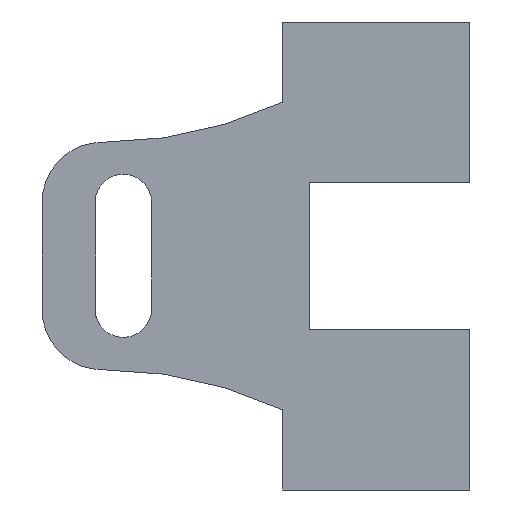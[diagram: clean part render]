
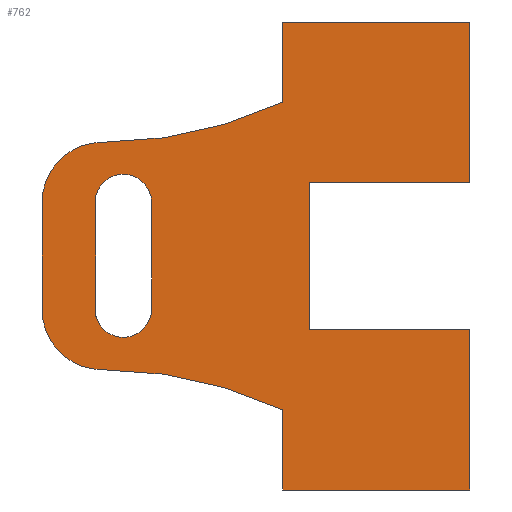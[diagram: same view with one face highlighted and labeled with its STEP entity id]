
A CAD part, front view. The second image highlights one B-rep face of the part: STEP entity #762.
In plain terms, the highlighted planar face has unit normal (0, -1, 0).
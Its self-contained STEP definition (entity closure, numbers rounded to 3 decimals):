
#16=FACE_BOUND('',#120,.T.);
#28=CIRCLE('',#838,32.);
#31=CIRCLE('',#844,32.);
#32=CIRCLE('',#845,4.5);
#33=CIRCLE('',#846,4.5);
#34=CIRCLE('',#847,2.1);
#35=CIRCLE('',#848,2.1);
#36=CIRCLE('',#849,2.1);
#37=CIRCLE('',#850,2.1);
#77=FACE_OUTER_BOUND('',#119,.T.);
#119=EDGE_LOOP('',(#581,#582,#583,#584,#585,#586,#587,#588,#589,#590,#591,
#592,#593,#594));
#120=EDGE_LOOP('',(#595,#596,#597,#598,#599,#600,#601,#602,#603,#604,#605));
#160=LINE('',#1147,#240);
#165=LINE('',#1156,#245);
#166=LINE('',#1159,#246);
#170=LINE('',#1167,#250);
#181=LINE('',#1193,#261);
#187=LINE('',#1212,#267);
#190=LINE('',#1225,#270);
#194=LINE('',#1233,#274);
#195=LINE('',#1234,#275);
#196=LINE('',#1240,#276);
#197=LINE('',#1246,#277);
#198=LINE('',#1248,#278);
#199=LINE('',#1250,#279);
#200=LINE('',#1254,#280);
#201=LINE('',#1258,#281);
#202=LINE('',#1262,#282);
#203=LINE('',#1263,#283);
#240=VECTOR('',#920,10.);
#245=VECTOR('',#927,10.);
#246=VECTOR('',#930,10.);
#250=VECTOR('',#934,10.);
#261=VECTOR('',#953,10.);
#267=VECTOR('',#975,10.);
#270=VECTOR('',#990,10.);
#274=VECTOR('',#998,10.);
#275=VECTOR('',#999,10.);
#276=VECTOR('',#1004,10.);
#277=VECTOR('',#1009,10.);
#278=VECTOR('',#1010,10.);
#279=VECTOR('',#1011,10.);
#280=VECTOR('',#1014,10.);
#281=VECTOR('',#1017,10.);
#282=VECTOR('',#1020,10.);
#283=VECTOR('',#1021,10.);
#324=VERTEX_POINT('',#1144);
#325=VERTEX_POINT('',#1146);
#328=VERTEX_POINT('',#1154);
#329=VERTEX_POINT('',#1158);
#332=VERTEX_POINT('',#1164);
#333=VERTEX_POINT('',#1166);
#344=VERTEX_POINT('',#1192);
#349=VERTEX_POINT('',#1210);
#351=VERTEX_POINT('',#1216);
#352=VERTEX_POINT('',#1222);
#353=VERTEX_POINT('',#1224);
#356=VERTEX_POINT('',#1235);
#357=VERTEX_POINT('',#1237);
#358=VERTEX_POINT('',#1239);
#359=VERTEX_POINT('',#1242);
#360=VERTEX_POINT('',#1243);
#361=VERTEX_POINT('',#1245);
#362=VERTEX_POINT('',#1247);
#363=VERTEX_POINT('',#1249);
#364=VERTEX_POINT('',#1251);
#365=VERTEX_POINT('',#1253);
#366=VERTEX_POINT('',#1255);
#367=VERTEX_POINT('',#1257);
#368=VERTEX_POINT('',#1259);
#369=VERTEX_POINT('',#1261);
#401=EDGE_CURVE('',#324,#325,#160,.T.);
#406=EDGE_CURVE('',#324,#328,#165,.T.);
#407=EDGE_CURVE('',#329,#325,#166,.T.);
#411=EDGE_CURVE('',#333,#332,#170,.T.);
#424=EDGE_CURVE('',#344,#333,#181,.T.);
#434=EDGE_CURVE('',#328,#349,#187,.T.);
#436=EDGE_CURVE('',#329,#351,#28,.T.);
#440=EDGE_CURVE('',#353,#352,#190,.T.);
#445=EDGE_CURVE('',#353,#349,#194,.T.);
#446=EDGE_CURVE('',#352,#344,#195,.T.);
#447=EDGE_CURVE('',#332,#356,#31,.F.);
#448=EDGE_CURVE('',#357,#356,#32,.T.);
#449=EDGE_CURVE('',#358,#357,#196,.T.);
#450=EDGE_CURVE('',#351,#358,#33,.T.);
#451=EDGE_CURVE('',#359,#360,#34,.T.);
#452=EDGE_CURVE('',#360,#361,#197,.T.);
#453=EDGE_CURVE('',#362,#361,#198,.T.);
#454=EDGE_CURVE('',#362,#363,#199,.T.);
#455=EDGE_CURVE('',#363,#364,#35,.T.);
#456=EDGE_CURVE('',#364,#365,#200,.T.);
#457=EDGE_CURVE('',#366,#365,#36,.T.);
#458=EDGE_CURVE('',#367,#366,#201,.T.);
#459=EDGE_CURVE('',#368,#367,#37,.T.);
#460=EDGE_CURVE('',#369,#368,#202,.T.);
#461=EDGE_CURVE('',#369,#359,#203,.T.);
#581=ORIENTED_EDGE('',*,*,#445,.F.);
#582=ORIENTED_EDGE('',*,*,#440,.T.);
#583=ORIENTED_EDGE('',*,*,#446,.T.);
#584=ORIENTED_EDGE('',*,*,#424,.T.);
#585=ORIENTED_EDGE('',*,*,#411,.T.);
#586=ORIENTED_EDGE('',*,*,#447,.T.);
#587=ORIENTED_EDGE('',*,*,#448,.F.);
#588=ORIENTED_EDGE('',*,*,#449,.F.);
#589=ORIENTED_EDGE('',*,*,#450,.F.);
#590=ORIENTED_EDGE('',*,*,#436,.F.);
#591=ORIENTED_EDGE('',*,*,#407,.T.);
#592=ORIENTED_EDGE('',*,*,#401,.F.);
#593=ORIENTED_EDGE('',*,*,#406,.T.);
#594=ORIENTED_EDGE('',*,*,#434,.T.);
#595=ORIENTED_EDGE('',*,*,#451,.T.);
#596=ORIENTED_EDGE('',*,*,#452,.T.);
#597=ORIENTED_EDGE('',*,*,#453,.F.);
#598=ORIENTED_EDGE('',*,*,#454,.T.);
#599=ORIENTED_EDGE('',*,*,#455,.T.);
#600=ORIENTED_EDGE('',*,*,#456,.T.);
#601=ORIENTED_EDGE('',*,*,#457,.F.);
#602=ORIENTED_EDGE('',*,*,#458,.F.);
#603=ORIENTED_EDGE('',*,*,#459,.F.);
#604=ORIENTED_EDGE('',*,*,#460,.F.);
#605=ORIENTED_EDGE('',*,*,#461,.T.);
#729=PLANE('',#843);
#762=ADVANCED_FACE('',(#77,#16),#729,.T.);
#838=AXIS2_PLACEMENT_3D('',#1217,#980,#981);
#843=AXIS2_PLACEMENT_3D('',#1232,#996,#997);
#844=AXIS2_PLACEMENT_3D('',#1236,#1000,#1001);
#845=AXIS2_PLACEMENT_3D('',#1238,#1002,#1003);
#846=AXIS2_PLACEMENT_3D('',#1241,#1005,#1006);
#847=AXIS2_PLACEMENT_3D('',#1244,#1007,#1008);
#848=AXIS2_PLACEMENT_3D('',#1252,#1012,#1013);
#849=AXIS2_PLACEMENT_3D('',#1256,#1015,#1016);
#850=AXIS2_PLACEMENT_3D('',#1260,#1018,#1019);
#920=DIRECTION('',(-1.,0.,0.));
#927=DIRECTION('',(0.,0.,1.));
#930=DIRECTION('',(0.,0.,-1.));
#934=DIRECTION('',(0.,0.,-1.));
#953=DIRECTION('',(-1.,0.,0.));
#975=DIRECTION('',(-1.,0.,0.));
#980=DIRECTION('center_axis',(0.,-1.,0.));
#981=DIRECTION('ref_axis',(0.001,0.,1.));
#990=DIRECTION('',(1.,0.,0.));
#996=DIRECTION('center_axis',(0.,-1.,0.));
#997=DIRECTION('ref_axis',(1.,0.,0.));
#998=DIRECTION('',(0.,0.,-1.));
#999=DIRECTION('',(0.,0.,1.));
#1000=DIRECTION('center_axis',(0.,-1.,0.));
#1001=DIRECTION('ref_axis',(0.001,0.,-1.));
#1002=DIRECTION('center_axis',(0.,1.,0.));
#1003=DIRECTION('ref_axis',(-0.707,0.,0.707));
#1004=DIRECTION('',(0.,0.,1.));
#1005=DIRECTION('center_axis',(0.,1.,0.));
#1006=DIRECTION('ref_axis',(-0.707,0.,-0.707));
#1007=DIRECTION('center_axis',(0.,1.,0.));
#1008=DIRECTION('ref_axis',(1.,0.,0.));
#1009=DIRECTION('',(-1.,0.,0.));
#1010=DIRECTION('',(0.,0.,-1.));
#1011=DIRECTION('',(1.,0.,0.));
#1012=DIRECTION('center_axis',(0.,1.,0.));
#1013=DIRECTION('ref_axis',(-1.,0.,0.));
#1014=DIRECTION('',(1.,0.,0.));
#1015=DIRECTION('center_axis',(0.,-1.,0.));
#1016=DIRECTION('ref_axis',(1.,0.,0.));
#1017=DIRECTION('',(0.,0.,1.));
#1018=DIRECTION('center_axis',(0.,-1.,0.));
#1019=DIRECTION('ref_axis',(-1.,0.,0.));
#1020=DIRECTION('',(0.,0.,1.));
#1021=DIRECTION('',(-1.,0.,0.));
#1144=CARTESIAN_POINT('',(7.,-11.,-9.));
#1146=CARTESIAN_POINT('',(-7.,-11.,-9.));
#1147=CARTESIAN_POINT('',(7.,-11.,-9.));
#1154=CARTESIAN_POINT('',(7.,-11.,3.));
#1156=CARTESIAN_POINT('',(7.,-11.,0.));
#1158=CARTESIAN_POINT('',(-7.,-11.,-3.));
#1159=CARTESIAN_POINT('',(-7.,-11.,-0.25));
#1164=CARTESIAN_POINT('',(-7.,-11.,20.));
#1166=CARTESIAN_POINT('',(-7.,-11.,26.));
#1167=CARTESIAN_POINT('',(-7.,-11.,14.25));
#1192=CARTESIAN_POINT('',(7.,-11.,26.));
#1193=CARTESIAN_POINT('',(7.,-11.,26.));
#1210=CARTESIAN_POINT('',(-5.,-11.,3.));
#1212=CARTESIAN_POINT('',(-3.5,-11.,3.));
#1216=CARTESIAN_POINT('',(-20.5,-11.,0.));
#1217=CARTESIAN_POINT('Origin',(-20.528,-11.,-32.));
#1222=CARTESIAN_POINT('',(7.,-11.,14.));
#1224=CARTESIAN_POINT('',(-5.,-11.,14.));
#1225=CARTESIAN_POINT('',(-3.5,-11.,14.));
#1232=CARTESIAN_POINT('Origin',(-7.,-11.,0.));
#1233=CARTESIAN_POINT('',(-5.,-11.,6.25));
#1234=CARTESIAN_POINT('',(7.,-11.,0.));
#1235=CARTESIAN_POINT('',(-20.5,-11.,17.));
#1236=CARTESIAN_POINT('Origin',(-20.528,-11.,49.));
#1237=CARTESIAN_POINT('',(-25.,-11.,12.5));
#1238=CARTESIAN_POINT('Origin',(-20.5,-11.,12.5));
#1239=CARTESIAN_POINT('',(-25.,-11.,4.5));
#1240=CARTESIAN_POINT('',(-25.,-11.,0.));
#1241=CARTESIAN_POINT('Origin',(-20.5,-11.,4.5));
#1242=CARTESIAN_POINT('',(-16.893,-11.,4.));
#1243=CARTESIAN_POINT('',(-20.964,-11.,4.));
#1244=CARTESIAN_POINT('Origin',(-18.928,-11.,4.515));
#1245=CARTESIAN_POINT('',(-21.,-11.,4.));
#1246=CARTESIAN_POINT('',(-7.,-11.,4.));
#1247=CARTESIAN_POINT('',(-21.,-11.,13.));
#1248=CARTESIAN_POINT('',(-21.,-11.,6.25));
#1249=CARTESIAN_POINT('',(-20.972,-11.,13.));
#1250=CARTESIAN_POINT('',(-7.,-11.,13.));
#1251=CARTESIAN_POINT('',(-16.885,-11.,13.));
#1252=CARTESIAN_POINT('Origin',(-18.928,-11.,12.515));
#1253=CARTESIAN_POINT('',(-16.857,-11.,13.));
#1254=CARTESIAN_POINT('',(-7.,-11.,13.));
#1255=CARTESIAN_POINT('',(-16.8,-11.,12.515));
#1256=CARTESIAN_POINT('Origin',(-18.9,-11.,12.515));
#1257=CARTESIAN_POINT('',(-16.8,-11.,4.515));
#1258=CARTESIAN_POINT('',(-16.8,-11.,10.508));
#1259=CARTESIAN_POINT('',(-16.857,-11.,4.03));
#1260=CARTESIAN_POINT('Origin',(-18.9,-11.,4.515));
#1261=CARTESIAN_POINT('',(-16.857,-11.,4.));
#1262=CARTESIAN_POINT('',(-16.857,-11.,6.265));
#1263=CARTESIAN_POINT('',(-7.,-11.,4.));
